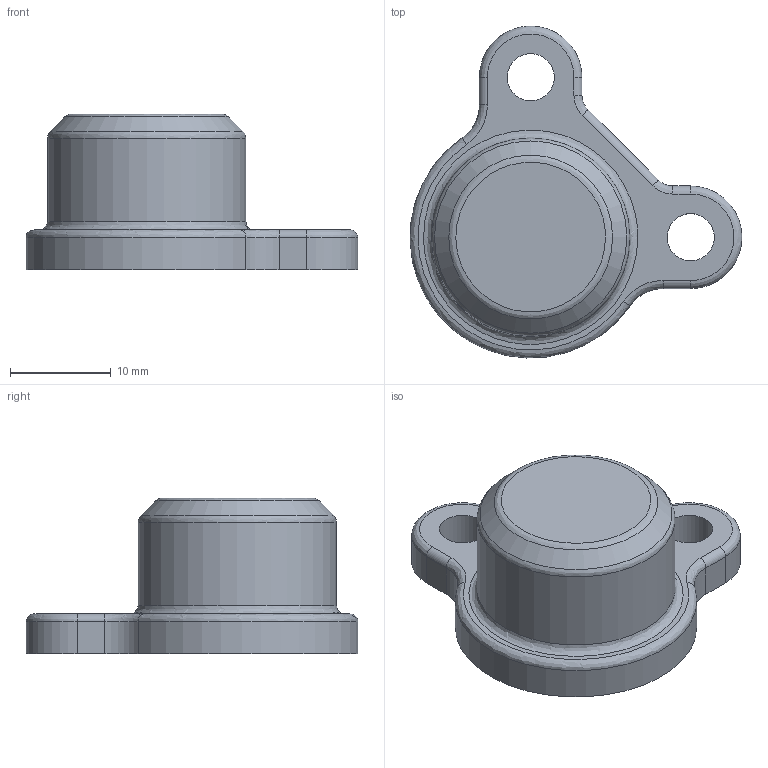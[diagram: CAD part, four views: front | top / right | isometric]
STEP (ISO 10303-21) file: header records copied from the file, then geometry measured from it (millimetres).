
FILE_DESCRIPTION (( 'STEP AP214' ), '1' );
FILE_NAME ('BMF-414200.STEP', '2020-05-06T20:54:14', ( '' ), ( '' ), 'SwSTEP 2.0', 'SolidWorks 2019', '' );
FILE_SCHEMA (( 'AUTOMOTIVE_DESIGN' ));
Length unit declared in the file: inch
Products named in the file (1): BMF-414200
Bounding box: 32.99 x 32.99 x 15.5 mm (x, y, z)
Volume: 3597.6 mm3; surface area: 4115 mm2
Topology: 2 solids, 2 shells, 68 faces, 153 edges, 99 vertices
Faces by surface type: cylinder 25, bspline 20, plane 19, cone 4
Full cylindrical faces by diameter (mm): 2 x1, 2.5 x4, 4.7 x2, 13.4 x1, 15.8 x1, 16 x1, 18 x2, 19.7 x1
Entity records: 3468 total; most frequent: CARTESIAN_POINT 2135, DIRECTION 241, ORIENTED_EDGE 234, EDGE_CURVE 117, EDGE_LOOP 114, AXIS2_PLACEMENT_3D 107, FACE_OUTER_BOUND 94, VERTEX_POINT 93
